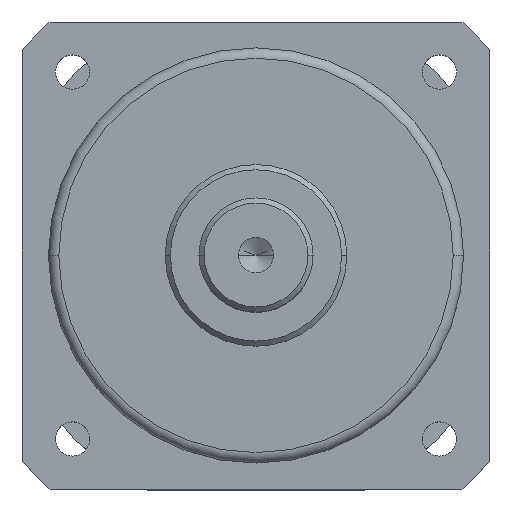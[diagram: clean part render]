
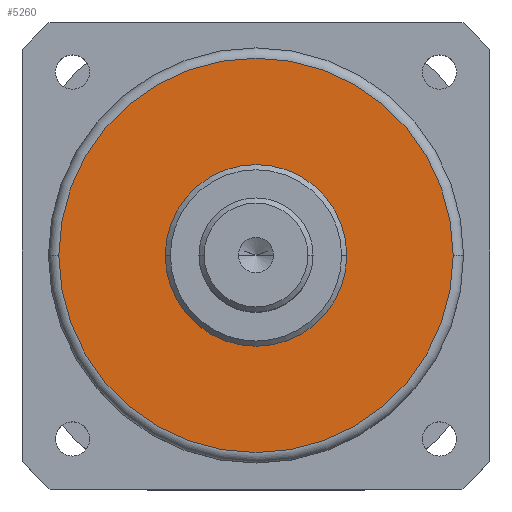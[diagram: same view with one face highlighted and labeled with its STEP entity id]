
A CAD part, top view. The second image highlights one B-rep face of the part: STEP entity #5260.
In plain terms, the highlighted planar face has unit normal (0, 0, 1).
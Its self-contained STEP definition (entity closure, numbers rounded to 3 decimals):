
#4023=CARTESIAN_POINT('',(0.,0.,22.));
#4024=DIRECTION('',(0.,0.,1.));
#4025=DIRECTION('',(1.,0.,0.));
#4026=AXIS2_PLACEMENT_3D('',#4023,#4024,#4025);
#4028=CARTESIAN_POINT('',(0.,0.,22.));
#4029=DIRECTION('',(0.,0.,1.));
#4030=DIRECTION('',(-1.,0.,0.));
#4031=AXIS2_PLACEMENT_3D('',#4028,#4029,#4030);
#4033=CARTESIAN_POINT('',(0.,0.,22.));
#4034=DIRECTION('',(0.,0.,-1.));
#4035=DIRECTION('',(1.,0.,0.));
#4036=AXIS2_PLACEMENT_3D('',#4033,#4034,#4035);
#4038=CARTESIAN_POINT('',(0.,0.,22.));
#4039=DIRECTION('',(0.,0.,-1.));
#4040=DIRECTION('',(-1.,0.,0.));
#4041=AXIS2_PLACEMENT_3D('',#4038,#4039,#4040);
#4495=CARTESIAN_POINT('',(-17.5,0.,22.));
#4497=VERTEX_POINT('',#4495);
#4501=CARTESIAN_POINT('',(17.5,0.,22.));
#4502=VERTEX_POINT('',#4501);
#4539=CARTESIAN_POINT('',(-38.,0.,22.));
#4540=VERTEX_POINT('',#4539);
#4543=CARTESIAN_POINT('',(38.,0.,22.));
#4544=VERTEX_POINT('',#4543);
#5245=CARTESIAN_POINT('',(0.,0.,22.));
#5246=DIRECTION('',(0.,0.,1.));
#5247=DIRECTION('',(1.,0.,0.));
#5248=AXIS2_PLACEMENT_3D('',#5245,#5246,#5247);
#5249=PLANE('',#5248);
#5250=ORIENTED_EDGE('',*,*,#5225,.F.);
#5251=ORIENTED_EDGE('',*,*,#5238,.F.);
#5252=EDGE_LOOP('',(#5250,#5251));
#5253=FACE_OUTER_BOUND('',#5252,.F.);
#5255=ORIENTED_EDGE('',*,*,#5254,.F.);
#5257=ORIENTED_EDGE('',*,*,#5256,.F.);
#5258=EDGE_LOOP('',(#5255,#5257));
#5259=FACE_BOUND('',#5258,.F.);
#5260=ADVANCED_FACE('',(#5253,#5259),#5249,.T.);
#4027=CIRCLE('',#4026,38.);
#4032=CIRCLE('',#4031,38.);
#4037=CIRCLE('',#4036,17.5);
#4042=CIRCLE('',#4041,17.5);
#5225=EDGE_CURVE('',#4544,#4540,#4027,.T.);
#5238=EDGE_CURVE('',#4540,#4544,#4032,.T.);
#5254=EDGE_CURVE('',#4502,#4497,#4037,.T.);
#5256=EDGE_CURVE('',#4497,#4502,#4042,.T.);
